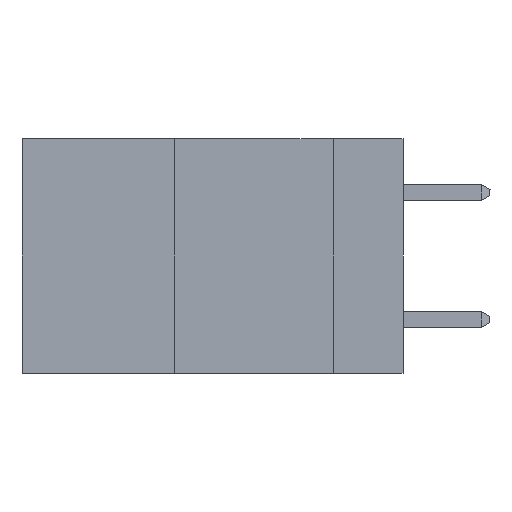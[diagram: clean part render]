
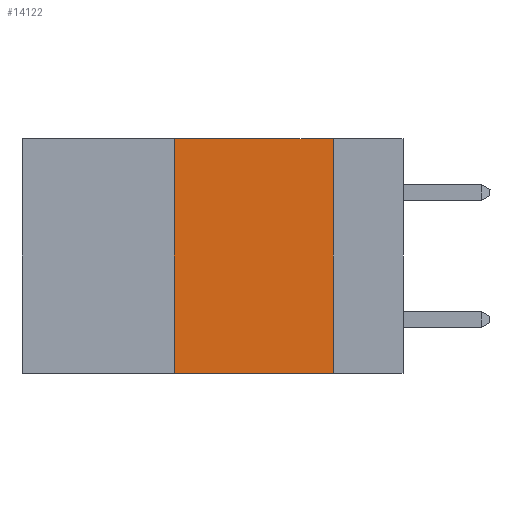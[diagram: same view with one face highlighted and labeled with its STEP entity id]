
A CAD part, left-side view. The second image highlights one B-rep face of the part: STEP entity #14122.
In plain terms, the highlighted planar face has unit normal (-1, 0, 0).
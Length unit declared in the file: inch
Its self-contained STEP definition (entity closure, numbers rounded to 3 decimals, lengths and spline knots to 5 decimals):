
#272 = DIRECTION ( 'NONE',  ( 0., 0., -1. ) ) ;
#325 = CARTESIAN_POINT ( 'NONE',  ( 0., 0.6, 0. ) ) ;
#1011 = VERTEX_POINT ( 'NONE', #1705 ) ;
#1705 = CARTESIAN_POINT ( 'NONE',  ( 0., 0.11, 0. ) ) ;
#2751 = CARTESIAN_POINT ( 'NONE',  ( 0., 0.36, -0.37 ) ) ;
#4133 = EDGE_CURVE ( 'NONE', #18537, #1011, #22234, .T. ) ;
#4323 = EDGE_CURVE ( 'NONE', #18174, #18537, #7424, .T. ) ;
#5967 = LINE ( 'NONE', #18645, #21760 ) ;
#6265 = CARTESIAN_POINT ( 'NONE',  ( 0., 0.36, 0. ) ) ;
#6775 = VECTOR ( 'NONE', #25422, 39.37008 ) ;
#7424 = LINE ( 'NONE', #6265, #6775 ) ;
#8175 = AXIS2_PLACEMENT_3D ( 'NONE', #18639, #12586, #272 ) ;
#10378 = DIRECTION ( 'NONE',  ( 0., 0., -1. ) ) ;
#11272 = VECTOR ( 'NONE', #16303, 39.37008 ) ;
#12586 = DIRECTION ( 'NONE',  ( 1., 0., 0. ) ) ;
#12927 = ORIENTED_EDGE ( 'NONE', *, *, #24167, .T. ) ;
#13007 = ORIENTED_EDGE ( 'NONE', *, *, #17293, .F. ) ;
#14122 = ADVANCED_FACE ( 'NONE', ( #23042 ), #24911, .F. ) ;
#14462 = VECTOR ( 'NONE', #16704, 39.37008 ) ;
#14646 = CARTESIAN_POINT ( 'NONE',  ( 0., 0.6, -0.37 ) ) ;
#16303 = DIRECTION ( 'NONE',  ( 0., -1., 0. ) ) ;
#16704 = DIRECTION ( 'NONE',  ( 0., -1., 0. ) ) ;
#17293 = EDGE_CURVE ( 'NONE', #1011, #23978, #5967, .T. ) ;
#18174 = VERTEX_POINT ( 'NONE', #2751 ) ;
#18537 = VERTEX_POINT ( 'NONE', #22813 ) ;
#18639 = CARTESIAN_POINT ( 'NONE',  ( 0., 0.6, 0. ) ) ;
#18645 = CARTESIAN_POINT ( 'NONE',  ( 0., 0.11, 0. ) ) ;
#20565 = LINE ( 'NONE', #14646, #14462 ) ;
#20986 = ORIENTED_EDGE ( 'NONE', *, *, #4133, .F. ) ;
#21760 = VECTOR ( 'NONE', #10378, 39.37008 ) ;
#22234 = LINE ( 'NONE', #325, #11272 ) ;
#22298 = CARTESIAN_POINT ( 'NONE',  ( 0., 0.11, -0.37 ) ) ;
#22813 = CARTESIAN_POINT ( 'NONE',  ( 0., 0.36, 0. ) ) ;
#23042 = FACE_OUTER_BOUND ( 'NONE', #24073, .T. ) ;
#23315 = ORIENTED_EDGE ( 'NONE', *, *, #4323, .F. ) ;
#23978 = VERTEX_POINT ( 'NONE', #22298 ) ;
#24073 = EDGE_LOOP ( 'NONE', ( #13007, #20986, #23315, #12927 ) ) ;
#24167 = EDGE_CURVE ( 'NONE', #18174, #23978, #20565, .T. ) ;
#24911 = PLANE ( 'NONE',  #8175 ) ;
#25422 = DIRECTION ( 'NONE',  ( 0., 0., 1. ) ) ;
